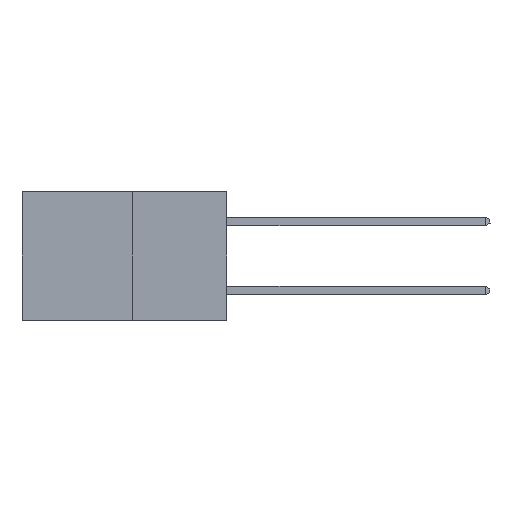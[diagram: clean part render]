
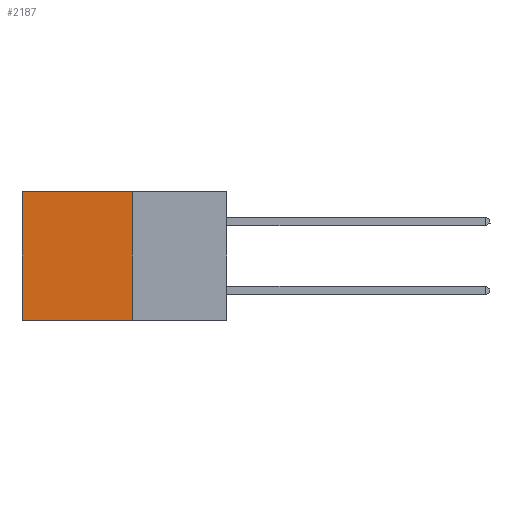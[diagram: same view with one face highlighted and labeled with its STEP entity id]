
A CAD part, left-side view. The second image highlights one B-rep face of the part: STEP entity #2187.
In plain terms, the highlighted planar face has unit normal (-1, 0, 0).
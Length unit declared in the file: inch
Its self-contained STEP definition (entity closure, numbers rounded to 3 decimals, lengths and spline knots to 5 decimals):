
#560 = LINE ( 'NONE', #9625, #3889 ) ;
#621 = CARTESIAN_POINT ( 'NONE',  ( 0.277, 0.27, -0.37 ) ) ;
#709 = EDGE_CURVE ( 'NONE', #880, #12688, #2524, .T. ) ;
#880 = VERTEX_POINT ( 'NONE', #12519 ) ;
#1497 = CARTESIAN_POINT ( 'NONE',  ( 0.277, 0.27, 0. ) ) ;
#2187 = ADVANCED_FACE ( 'NONE', ( #10075 ), #15066, .F. ) ;
#2263 = VECTOR ( 'NONE', #12403, 39.37008 ) ;
#2524 = LINE ( 'NONE', #12792, #13000 ) ;
#2683 = LINE ( 'NONE', #11043, #2263 ) ;
#3788 = VERTEX_POINT ( 'NONE', #11474 ) ;
#3889 = VECTOR ( 'NONE', #5522, 39.37008 ) ;
#5522 = DIRECTION ( 'NONE',  ( 0., 1., 0. ) ) ;
#5721 = ORIENTED_EDGE ( 'NONE', *, *, #10454, .T. ) ;
#6843 = CARTESIAN_POINT ( 'NONE',  ( 0.277, 0.59, 0. ) ) ;
#6952 = DIRECTION ( 'NONE',  ( 0., 1., 0. ) ) ;
#7057 = EDGE_LOOP ( 'NONE', ( #10849, #8023, #8898, #5721 ) ) ;
#8023 = ORIENTED_EDGE ( 'NONE', *, *, #13146, .F. ) ;
#8898 = ORIENTED_EDGE ( 'NONE', *, *, #709, .F. ) ;
#9269 = AXIS2_PLACEMENT_3D ( 'NONE', #621, #13726, #14431 ) ;
#9625 = CARTESIAN_POINT ( 'NONE',  ( 0.277, 0.27, -0.37 ) ) ;
#9748 = CARTESIAN_POINT ( 'NONE',  ( 0.277, 0.27, -0.37 ) ) ;
#9950 = EDGE_CURVE ( 'NONE', #14930, #3788, #2683, .T. ) ;
#10075 = FACE_OUTER_BOUND ( 'NONE', #7057, .T. ) ;
#10454 = EDGE_CURVE ( 'NONE', #880, #14930, #12704, .T. ) ;
#10849 = ORIENTED_EDGE ( 'NONE', *, *, #9950, .T. ) ;
#11043 = CARTESIAN_POINT ( 'NONE',  ( 0.277, 0.59, -0.37 ) ) ;
#11474 = CARTESIAN_POINT ( 'NONE',  ( 0.277, 0.59, -0.37 ) ) ;
#11877 = DIRECTION ( 'NONE',  ( 0., 0., -1. ) ) ;
#12403 = DIRECTION ( 'NONE',  ( 0., 0., -1. ) ) ;
#12519 = CARTESIAN_POINT ( 'NONE',  ( 0.277, 0.27, 0. ) ) ;
#12688 = VERTEX_POINT ( 'NONE', #9748 ) ;
#12704 = LINE ( 'NONE', #1497, #16254 ) ;
#12792 = CARTESIAN_POINT ( 'NONE',  ( 0.277, 0.27, -0.37 ) ) ;
#13000 = VECTOR ( 'NONE', #11877, 39.37008 ) ;
#13146 = EDGE_CURVE ( 'NONE', #12688, #3788, #560, .T. ) ;
#13726 = DIRECTION ( 'NONE',  ( 1., 0., 0. ) ) ;
#14431 = DIRECTION ( 'NONE',  ( 0., 0., -1. ) ) ;
#14930 = VERTEX_POINT ( 'NONE', #6843 ) ;
#15066 = PLANE ( 'NONE',  #9269 ) ;
#16254 = VECTOR ( 'NONE', #6952, 39.37008 ) ;
